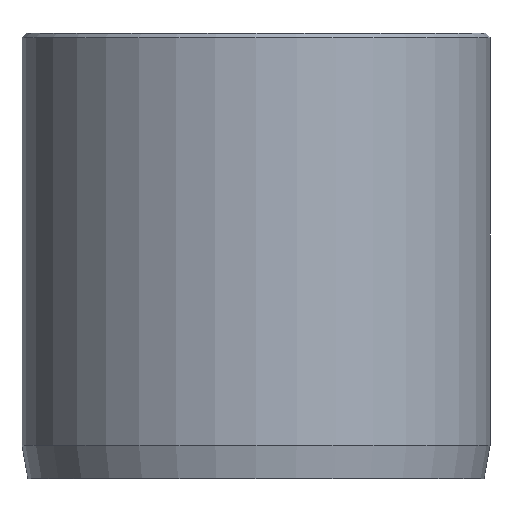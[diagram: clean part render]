
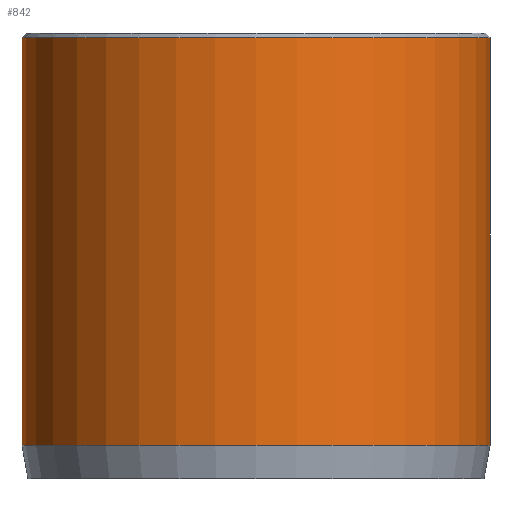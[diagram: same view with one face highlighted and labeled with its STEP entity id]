
A CAD part, front view. The second image highlights one B-rep face of the part: STEP entity #842.
In plain terms, the highlighted cylindrical face has radius 10.5 mm (diameter 21 mm), a partial arc.
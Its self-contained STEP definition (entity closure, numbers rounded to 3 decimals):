
#27 = VECTOR ( 'NONE', #436, 1000. ) ;
#29 = ORIENTED_EDGE ( 'NONE', *, *, #397, .F. ) ;
#111 = AXIS2_PLACEMENT_3D ( 'NONE', #903, #1182, #203 ) ;
#130 = ORIENTED_EDGE ( 'NONE', *, *, #609, .T. ) ;
#183 = EDGE_LOOP ( 'NONE', ( #29, #130, #429, #252 ) ) ;
#199 = CIRCLE ( 'NONE', #517, 10.5 ) ;
#203 = DIRECTION ( 'NONE',  ( -1., 0., 0. ) ) ;
#233 = DIRECTION ( 'NONE',  ( 0., 0., 1. ) ) ;
#252 = ORIENTED_EDGE ( 'NONE', *, *, #974, .T. ) ;
#347 = LINE ( 'NONE', #1151, #27 ) ;
#349 = AXIS2_PLACEMENT_3D ( 'NONE', #848, #233, #930 ) ;
#359 = EDGE_CURVE ( 'NONE', #565, #926, #1112, .T. ) ;
#392 = VERTEX_POINT ( 'NONE', #1105 ) ;
#397 = EDGE_CURVE ( 'NONE', #785, #392, #347, .T. ) ;
#429 = ORIENTED_EDGE ( 'NONE', *, *, #359, .T. ) ;
#436 = DIRECTION ( 'NONE',  ( 0., 0., -1. ) ) ;
#486 = CIRCLE ( 'NONE', #349, 10.5 ) ;
#507 = DIRECTION ( 'NONE',  ( 1., 0., 0. ) ) ;
#517 = AXIS2_PLACEMENT_3D ( 'NONE', #532, #527, #507 ) ;
#525 = CARTESIAN_POINT ( 'NONE',  ( 10.5, 0., 19.8 ) ) ;
#527 = DIRECTION ( 'NONE',  ( 0., 0., -1. ) ) ;
#532 = CARTESIAN_POINT ( 'NONE',  ( 0., 0., 19.8 ) ) ;
#565 = VERTEX_POINT ( 'NONE', #937 ) ;
#609 = EDGE_CURVE ( 'NONE', #785, #565, #199, .T. ) ;
#744 = DIRECTION ( 'NONE',  ( 0., 0., -1. ) ) ;
#785 = VERTEX_POINT ( 'NONE', #525 ) ;
#842 = ADVANCED_FACE ( 'NONE', ( #1241 ), #976, .T. ) ;
#848 = CARTESIAN_POINT ( 'NONE',  ( 0., 0., 1.5 ) ) ;
#903 = CARTESIAN_POINT ( 'NONE',  ( 0., 0., 20. ) ) ;
#926 = VERTEX_POINT ( 'NONE', #1111 ) ;
#930 = DIRECTION ( 'NONE',  ( 1., 0., 0. ) ) ;
#937 = CARTESIAN_POINT ( 'NONE',  ( -10.5, 0., 19.8 ) ) ;
#974 = EDGE_CURVE ( 'NONE', #926, #392, #486, .T. ) ;
#976 = CYLINDRICAL_SURFACE ( 'NONE', #111, 10.5 ) ;
#1105 = CARTESIAN_POINT ( 'NONE',  ( 10.5, 0., 1.5 ) ) ;
#1111 = CARTESIAN_POINT ( 'NONE',  ( -10.5, 0., 1.5 ) ) ;
#1112 = LINE ( 'NONE', #1186, #1136 ) ;
#1136 = VECTOR ( 'NONE', #744, 1000. ) ;
#1151 = CARTESIAN_POINT ( 'NONE',  ( 10.5, 0., 20. ) ) ;
#1182 = DIRECTION ( 'NONE',  ( 0., 0., -1. ) ) ;
#1186 = CARTESIAN_POINT ( 'NONE',  ( -10.5, 0., 20. ) ) ;
#1241 = FACE_OUTER_BOUND ( 'NONE', #183, .T. ) ;
